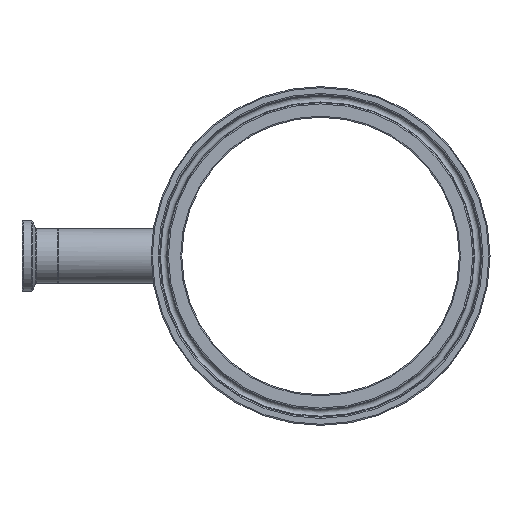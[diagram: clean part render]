
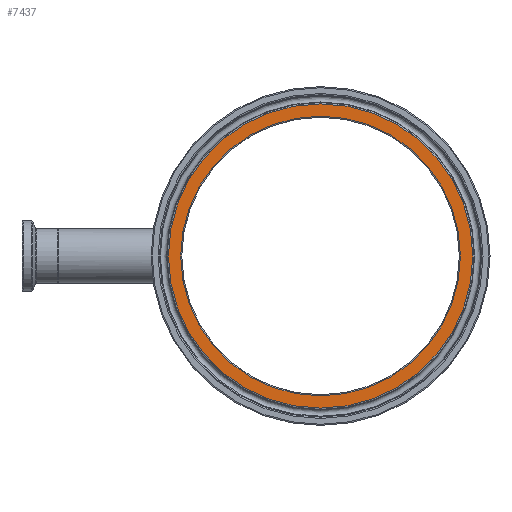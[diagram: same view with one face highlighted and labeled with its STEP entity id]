
A CAD part, left-side view. The second image highlights one B-rep face of the part: STEP entity #7437.
In plain terms, the highlighted planar face has unit normal (-1, 0, 0).
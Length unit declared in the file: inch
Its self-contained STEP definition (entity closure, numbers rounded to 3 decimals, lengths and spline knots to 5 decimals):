
#144=FACE_BOUND('',#1388,.T.);
#375=PLANE('',#7897);
#922=FACE_OUTER_BOUND('',#1387,.T.);
#1387=EDGE_LOOP('',(#6802));
#1388=EDGE_LOOP('',(#6803));
#2620=CIRCLE('',#7896,1.932);
#2621=CIRCLE('',#7898,2.10216);
#3676=VERTEX_POINT('',#15665);
#3677=VERTEX_POINT('',#15668);
#4738=EDGE_CURVE('',#3676,#3676,#2620,.T.);
#4739=EDGE_CURVE('',#3677,#3677,#2621,.T.);
#6802=ORIENTED_EDGE('',*,*,#4739,.F.);
#6803=ORIENTED_EDGE('',*,*,#4738,.F.);
#7437=ADVANCED_FACE('',(#922,#144),#375,.T.);
#7896=AXIS2_PLACEMENT_3D('',#15666,#9299,#9300);
#7897=AXIS2_PLACEMENT_3D('',#15667,#9301,#9302);
#7898=AXIS2_PLACEMENT_3D('',#15669,#9303,#9304);
#9299=DIRECTION('center_axis',(-1.,0.,0.));
#9300=DIRECTION('ref_axis',(0.,-1.,0.));
#9301=DIRECTION('center_axis',(-1.,0.,0.));
#9302=DIRECTION('ref_axis',(0.,0.,1.));
#9303=DIRECTION('center_axis',(1.,0.,0.));
#9304=DIRECTION('ref_axis',(0.,-1.,0.));
#15665=CARTESIAN_POINT('',(-4.75,1.932,0.));
#15666=CARTESIAN_POINT('Origin',(-4.75,0.,0.));
#15667=CARTESIAN_POINT('Origin',(-4.75,2.11616,0.));
#15668=CARTESIAN_POINT('',(-4.75,2.10216,0.));
#15669=CARTESIAN_POINT('Origin',(-4.75,0.,0.));
